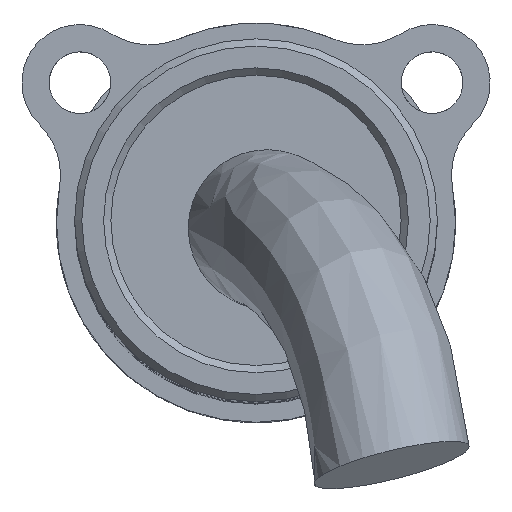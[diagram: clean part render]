
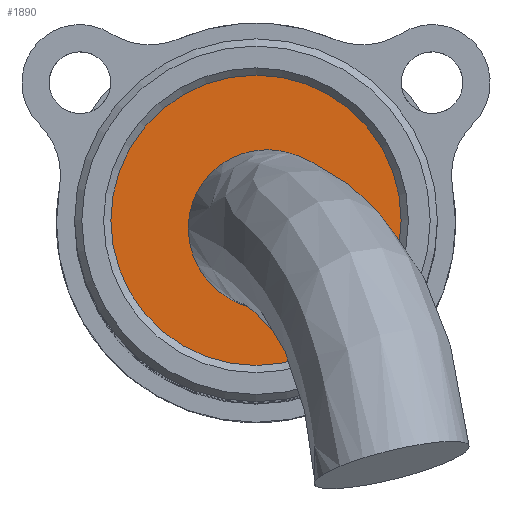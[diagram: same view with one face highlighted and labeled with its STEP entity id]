
A CAD part, top view. The second image highlights one B-rep face of the part: STEP entity #1890.
In plain terms, the highlighted planar face has unit normal (0, 0, 1).
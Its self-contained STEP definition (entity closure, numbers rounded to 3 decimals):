
#34=B_SPLINE_CURVE_WITH_KNOTS('',3,(#2913,#2914,#2915,#2916,#2917,#2918,
#2919,#2920,#2921,#2922,#2923,#2924,#2925,#2926,#2927,#2928,#2929,#2930,
#2931,#2932,#2933,#2934,#2935,#2936,#2937,#2938,#2939,#2940,#2941,#2942,
#2943,#2944,#2945,#2946,#2947,#2948),.UNSPECIFIED.,.T.,.F.,(4,2,2,2,2,2,
2,2,2,2,2,2,2,2,2,2,2,4),(-1.392,-1.344,-1.296,
-1.208,-1.119,-1.03,-0.943,
-0.858,-0.775,-0.691,-0.605,
-0.517,-0.428,-0.339,-0.253,
-0.168,-0.084,0.),.UNSPECIFIED.);
#215=PLANE('',#2056);
#269=FACE_BOUND('',#510,.T.);
#363=FACE_OUTER_BOUND('',#509,.T.);
#509=EDGE_LOOP('',(#1271));
#510=EDGE_LOOP('',(#1272));
#734=CIRCLE('',#2057,4.);
#857=VERTEX_POINT('',#2910);
#858=VERTEX_POINT('',#2912);
#1033=EDGE_CURVE('',#857,#857,#734,.T.);
#1034=EDGE_CURVE('',#858,#858,#34,.T.);
#1271=ORIENTED_EDGE('',*,*,#1033,.F.);
#1272=ORIENTED_EDGE('',*,*,#1034,.F.);
#1890=ADVANCED_FACE('',(#363,#269),#215,.F.);
#2056=AXIS2_PLACEMENT_3D('',#2909,#2352,#2353);
#2057=AXIS2_PLACEMENT_3D('',#2911,#2354,#2355);
#2352=DIRECTION('center_axis',(0.,0.,-1.));
#2353=DIRECTION('ref_axis',(-1.,0.,0.));
#2354=DIRECTION('center_axis',(0.,0.,-1.));
#2355=DIRECTION('ref_axis',(-1.,0.,0.));
#2909=CARTESIAN_POINT('Origin',(-20.01,-0.016,27.3));
#2910=CARTESIAN_POINT('',(-16.01,-0.016,27.3));
#2911=CARTESIAN_POINT('Origin',(-20.01,-0.016,27.3));
#2912=CARTESIAN_POINT('',(-21.875,-0.257,27.3));
#2913=CARTESIAN_POINT('Ctrl Pts',(-21.745,0.508,27.3));
#2914=CARTESIAN_POINT('Ctrl Pts',(-21.8,0.357,27.3));
#2915=CARTESIAN_POINT('Ctrl Pts',(-21.838,0.2,27.3));
#2916=CARTESIAN_POINT('Ctrl Pts',(-21.878,-0.119,27.3));
#2917=CARTESIAN_POINT('Ctrl Pts',(-21.881,-0.281,
27.3));
#2918=CARTESIAN_POINT('Ctrl Pts',(-21.838,-0.733,
27.3));
#2919=CARTESIAN_POINT('Ctrl Pts',(-21.753,-1.016,27.3));
#2920=CARTESIAN_POINT('Ctrl Pts',(-21.477,-1.537,27.3));
#2921=CARTESIAN_POINT('Ctrl Pts',(-21.286,-1.769,27.3));
#2922=CARTESIAN_POINT('Ctrl Pts',(-20.828,-2.148,27.3));
#2923=CARTESIAN_POINT('Ctrl Pts',(-20.564,-2.291,27.3));
#2924=CARTESIAN_POINT('Ctrl Pts',(-20.003,-2.465,27.3));
#2925=CARTESIAN_POINT('Ctrl Pts',(-19.712,-2.497,27.3));
#2926=CARTESIAN_POINT('Ctrl Pts',(-19.141,-2.448,27.3));
#2927=CARTESIAN_POINT('Ctrl Pts',(-18.867,-2.371,27.3));
#2928=CARTESIAN_POINT('Ctrl Pts',(-18.369,-2.117,27.3));
#2929=CARTESIAN_POINT('Ctrl Pts',(-18.149,-1.946,27.3));
#2930=CARTESIAN_POINT('Ctrl Pts',(-17.785,-1.525,27.3));
#2931=CARTESIAN_POINT('Ctrl Pts',(-17.645,-1.281,27.3));
#2932=CARTESIAN_POINT('Ctrl Pts',(-17.465,-0.745,
27.3));
#2933=CARTESIAN_POINT('Ctrl Pts',(-17.429,-0.459,
27.3));
#2934=CARTESIAN_POINT('Ctrl Pts',(-17.469,0.12,27.3));
#2935=CARTESIAN_POINT('Ctrl Pts',(-17.548,0.407,27.3));
#2936=CARTESIAN_POINT('Ctrl Pts',(-17.813,0.936,27.3));
#2937=CARTESIAN_POINT('Ctrl Pts',(-17.997,1.174,27.3));
#2938=CARTESIAN_POINT('Ctrl Pts',(-18.444,1.563,27.3));
#2939=CARTESIAN_POINT('Ctrl Pts',(-18.703,1.712,27.3));
#2940=CARTESIAN_POINT('Ctrl Pts',(-19.256,1.9,27.3));
#2941=CARTESIAN_POINT('Ctrl Pts',(-19.545,1.94,27.3));
#2942=CARTESIAN_POINT('Ctrl Pts',(-20.116,1.907,27.3));
#2943=CARTESIAN_POINT('Ctrl Pts',(-20.392,1.836,27.3));
#2944=CARTESIAN_POINT('Ctrl Pts',(-20.899,1.594,27.3));
#2945=CARTESIAN_POINT('Ctrl Pts',(-21.126,1.427,27.3));
#2946=CARTESIAN_POINT('Ctrl Pts',(-21.503,1.013,27.3));
#2947=CARTESIAN_POINT('Ctrl Pts',(-21.649,0.772,27.3));
#2948=CARTESIAN_POINT('Ctrl Pts',(-21.745,0.508,27.3));
